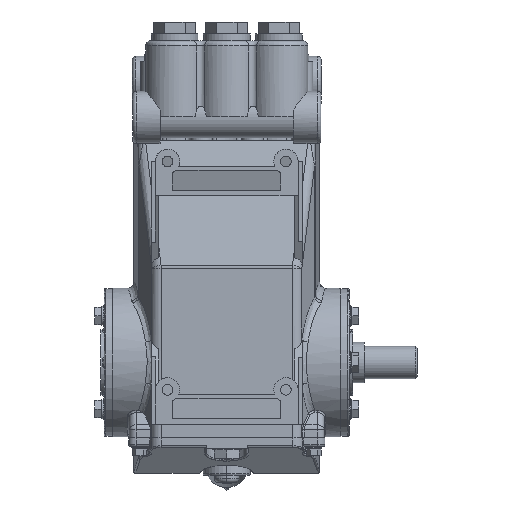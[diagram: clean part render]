
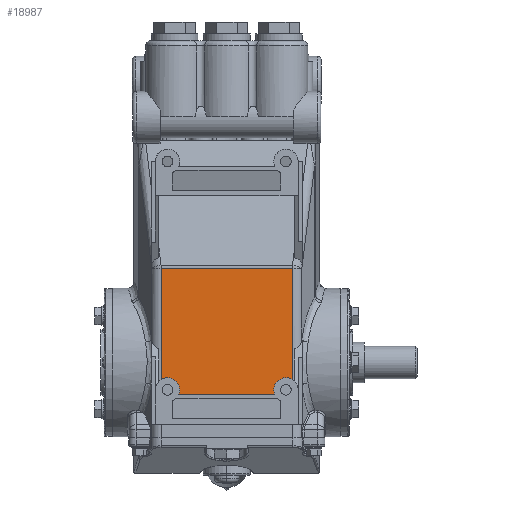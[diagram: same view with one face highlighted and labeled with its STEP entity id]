
A CAD part, front view. The second image highlights one B-rep face of the part: STEP entity #18987.
In plain terms, the highlighted planar face has unit normal (0, -1, 0).
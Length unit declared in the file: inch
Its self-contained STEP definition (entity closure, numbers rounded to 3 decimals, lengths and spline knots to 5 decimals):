
#1508 = DIRECTION ( 'NONE',  ( 0., 0., 1. ) ) ;
#1509 = DIRECTION ( 'NONE',  ( 0., 1., 0. ) ) ;
#1510 = CARTESIAN_POINT ( 'NONE',  ( -2.55649, -2.10088, -0.8 ) ) ;
#1511 = AXIS2_PLACEMENT_3D ( 'NONE', #1510, #1509, #1508 ) ;
#1512 = CIRCLE ( 'NONE', #1511, 0.355 ) ;
#1636 = CARTESIAN_POINT ( 'NONE',  ( -2.74412, -2.10088, -0.49864 ) ) ;
#1668 = CARTESIAN_POINT ( 'NONE',  ( -2.55649, -2.10088, -0.445 ) ) ;
#18860 = ORIENTED_EDGE ( 'NONE', *, *, #18985, .T. ) ;
#18861 = ORIENTED_EDGE ( 'NONE', *, *, #18862, .T. ) ;
#18862 = EDGE_CURVE ( 'NONE', #29255, #33449, #43877, .T. ) ;
#18911 = VERTEX_POINT ( 'NONE', #44184 ) ;
#18985 = EDGE_CURVE ( 'NONE', #29345, #29255, #44552, .T. ) ;
#18986 = EDGE_LOOP ( 'NONE', ( #29256, #19005, #19124, #19010, #19034, #19007, #18860, #18861 ) ) ;
#18987 = ADVANCED_FACE ( 'NONE', ( #44548 ), #44663, .F. ) ;
#19000 = EDGE_CURVE ( 'NONE', #33490, #18911, #44582, .T. ) ;
#19005 = ORIENTED_EDGE ( 'NONE', *, *, #19000, .T. ) ;
#19006 = VERTEX_POINT ( 'NONE', #44634 ) ;
#19007 = ORIENTED_EDGE ( 'NONE', *, *, #19035, .T. ) ;
#19010 = ORIENTED_EDGE ( 'NONE', *, *, #32429, .F. ) ;
#19034 = ORIENTED_EDGE ( 'NONE', *, *, #19123, .F. ) ;
#19035 = EDGE_CURVE ( 'NONE', #19006, #29345, #44874, .T. ) ;
#19123 = EDGE_CURVE ( 'NONE', #19006, #32505, #44906, .T. ) ;
#19124 = ORIENTED_EDGE ( 'NONE', *, *, #19125, .T. ) ;
#19125 = EDGE_CURVE ( 'NONE', #18911, #32419, #45035, .T. ) ;
#29255 = VERTEX_POINT ( 'NONE', #43634 ) ;
#29256 = ORIENTED_EDGE ( 'NONE', *, *, #33446, .T. ) ;
#29345 = VERTEX_POINT ( 'NONE', #37963 ) ;
#32419 = VERTEX_POINT ( 'NONE', #55880 ) ;
#32429 = EDGE_CURVE ( 'NONE', #32505, #32419, #55885, .T. ) ;
#32505 = VERTEX_POINT ( 'NONE', #56184 ) ;
#33446 = EDGE_CURVE ( 'NONE', #33449, #33490, #1512, .T. ) ;
#33449 = VERTEX_POINT ( 'NONE', #1636 ) ;
#33490 = VERTEX_POINT ( 'NONE', #1668 ) ;
#37963 = CARTESIAN_POINT ( 'NONE',  ( 1.09114, -2.10088, 2.7573 ) ) ;
#43634 = CARTESIAN_POINT ( 'NONE',  ( -2.74412, -2.10088, 2.7573 ) ) ;
#43874 = DIRECTION ( 'NONE',  ( 0., 0., -1. ) ) ;
#43875 = VECTOR ( 'NONE', #43874, 39.37008 ) ;
#43876 = CARTESIAN_POINT ( 'NONE',  ( -2.74412, -2.10088, -2.2 ) ) ;
#43877 = LINE ( 'NONE', #43876, #43875 ) ;
#44184 = CARTESIAN_POINT ( 'NONE',  ( -2.22906, -2.10088, -0.93717 ) ) ;
#44548 = FACE_OUTER_BOUND ( 'NONE', #18986, .T. ) ;
#44549 = DIRECTION ( 'NONE',  ( -1., 0., 0. ) ) ;
#44550 = VECTOR ( 'NONE', #44549, 39.37008 ) ;
#44551 = CARTESIAN_POINT ( 'NONE',  ( 1.88851, -2.10088, 2.7573 ) ) ;
#44552 = LINE ( 'NONE', #44551, #44550 ) ;
#44579 = DIRECTION ( 'NONE',  ( 0., 0., 1. ) ) ;
#44580 = DIRECTION ( 'NONE',  ( 0., 1., 0. ) ) ;
#44581 = AXIS2_PLACEMENT_3D ( 'NONE', #44609, #44580, #44579 ) ;
#44582 = CIRCLE ( 'NONE', #44581, 0.355 ) ;
#44596 = DIRECTION ( 'NONE',  ( 0., 0., 1. ) ) ;
#44597 = DIRECTION ( 'NONE',  ( 0., 1., 0. ) ) ;
#44598 = CARTESIAN_POINT ( 'NONE',  ( 1.88851, -2.10088, -2.2 ) ) ;
#44599 = AXIS2_PLACEMENT_3D ( 'NONE', #44598, #44597, #44596 ) ;
#44609 = CARTESIAN_POINT ( 'NONE',  ( -2.55649, -2.10088, -0.8 ) ) ;
#44634 = CARTESIAN_POINT ( 'NONE',  ( 1.09114, -2.10088, -0.49864 ) ) ;
#44663 = PLANE ( 'NONE',  #44599 ) ;
#44874 = LINE ( 'NONE', #44879, #44878 ) ;
#44877 = DIRECTION ( 'NONE',  ( 0., 0., 1. ) ) ;
#44878 = VECTOR ( 'NONE', #44877, 39.37008 ) ;
#44879 = CARTESIAN_POINT ( 'NONE',  ( 1.09114, -2.10088, 2.8 ) ) ;
#44903 = DIRECTION ( 'NONE',  ( 0., -1., 0. ) ) ;
#44904 = CARTESIAN_POINT ( 'NONE',  ( 0.90351, -2.10088, -0.8 ) ) ;
#44905 = AXIS2_PLACEMENT_3D ( 'NONE', #44904, #44903, #45037 ) ;
#44906 = CIRCLE ( 'NONE', #44905, 0.355 ) ;
#45032 = DIRECTION ( 'NONE',  ( 1., 0., 0. ) ) ;
#45033 = VECTOR ( 'NONE', #45032, 39.37008 ) ;
#45034 = CARTESIAN_POINT ( 'NONE',  ( 1.88851, -2.10088, -0.93717 ) ) ;
#45035 = LINE ( 'NONE', #45034, #45033 ) ;
#45037 = DIRECTION ( 'NONE',  ( 0., 0., 1. ) ) ;
#55847 = AXIS2_PLACEMENT_3D ( 'NONE', #55868, #55870, #55861 ) ;
#55861 = DIRECTION ( 'NONE',  ( 0., 0., 1. ) ) ;
#55868 = CARTESIAN_POINT ( 'NONE',  ( 0.90351, -2.10088, -0.8 ) ) ;
#55870 = DIRECTION ( 'NONE',  ( 0., -1., 0. ) ) ;
#55880 = CARTESIAN_POINT ( 'NONE',  ( 0.57608, -2.10088, -0.93717 ) ) ;
#55885 = CIRCLE ( 'NONE', #55847, 0.355 ) ;
#56184 = CARTESIAN_POINT ( 'NONE',  ( 0.90351, -2.10088, -0.445 ) ) ;
